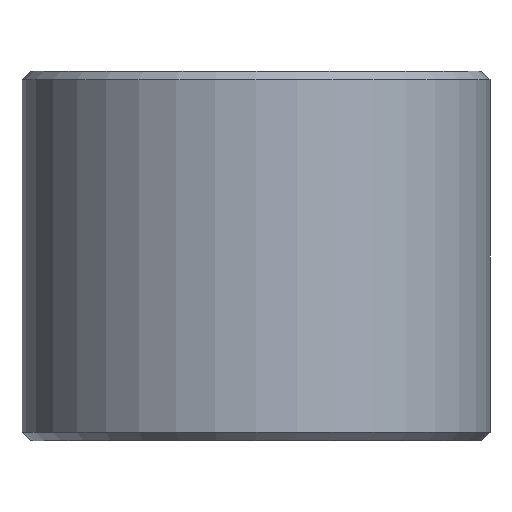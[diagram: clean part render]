
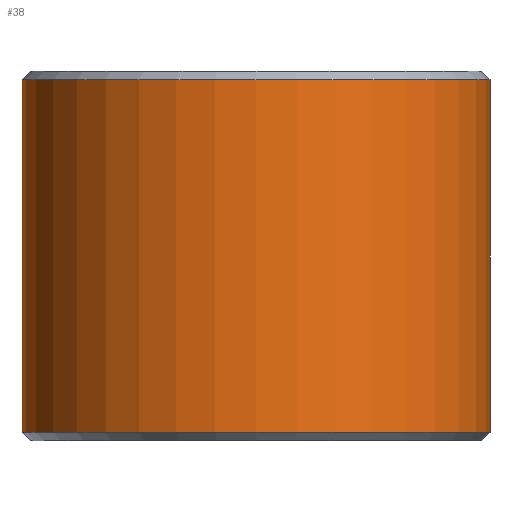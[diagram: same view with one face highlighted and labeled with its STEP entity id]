
A CAD part, front view. The second image highlights one B-rep face of the part: STEP entity #38.
In plain terms, the highlighted cylindrical face has radius 9.5 mm (diameter 19 mm), a partial arc.
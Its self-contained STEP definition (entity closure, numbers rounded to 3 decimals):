
#10 = AXIS2_PLACEMENT_3D ( 'NONE', #63, #236, #276 ) ;
#20 = EDGE_CURVE ( 'NONE', #260, #278, #263, .T. ) ;
#38 = ADVANCED_FACE ( 'NONE', ( #177 ), #59, .T. ) ;
#44 = DIRECTION ( 'NONE',  ( 0., 0., -1. ) ) ;
#45 = CARTESIAN_POINT ( 'NONE',  ( 9.5, 0., -7.15 ) ) ;
#59 = CYLINDRICAL_SURFACE ( 'NONE', #101, 9.5 ) ;
#63 = CARTESIAN_POINT ( 'NONE',  ( 0., 0., -7.15 ) ) ;
#67 = CIRCLE ( 'NONE', #312, 9.5 ) ;
#101 = AXIS2_PLACEMENT_3D ( 'NONE', #134, #351, #288 ) ;
#102 = ORIENTED_EDGE ( 'NONE', *, *, #422, .T. ) ;
#107 = ORIENTED_EDGE ( 'NONE', *, *, #228, .T. ) ;
#108 = DIRECTION ( 'NONE',  ( 0., 0., 1. ) ) ;
#134 = CARTESIAN_POINT ( 'NONE',  ( 0., 0., -7.5 ) ) ;
#165 = ORIENTED_EDGE ( 'NONE', *, *, #353, .T. ) ;
#177 = FACE_OUTER_BOUND ( 'NONE', #219, .T. ) ;
#185 = CARTESIAN_POINT ( 'NONE',  ( 0., 0., 7.15 ) ) ;
#203 = VERTEX_POINT ( 'NONE', #45 ) ;
#210 = ORIENTED_EDGE ( 'NONE', *, *, #20, .F. ) ;
#211 = DIRECTION ( 'NONE',  ( 0., 0., 1. ) ) ;
#218 = CARTESIAN_POINT ( 'NONE',  ( 9.5, 0., -7.5 ) ) ;
#219 = EDGE_LOOP ( 'NONE', ( #210, #102, #107, #165 ) ) ;
#226 = DIRECTION ( 'NONE',  ( 1., 0., 0. ) ) ;
#228 = EDGE_CURVE ( 'NONE', #203, #252, #297, .T. ) ;
#231 = CARTESIAN_POINT ( 'NONE',  ( -9.5, 0., -7.15 ) ) ;
#236 = DIRECTION ( 'NONE',  ( 0., 0., 1. ) ) ;
#252 = VERTEX_POINT ( 'NONE', #269 ) ;
#260 = VERTEX_POINT ( 'NONE', #231 ) ;
#263 = LINE ( 'NONE', #447, #435 ) ;
#269 = CARTESIAN_POINT ( 'NONE',  ( 9.5, 0., 7.15 ) ) ;
#276 = DIRECTION ( 'NONE',  ( 1., 0., 0. ) ) ;
#278 = VERTEX_POINT ( 'NONE', #303 ) ;
#286 = VECTOR ( 'NONE', #108, 1000. ) ;
#288 = DIRECTION ( 'NONE',  ( 1., 0., 0. ) ) ;
#297 = LINE ( 'NONE', #218, #286 ) ;
#303 = CARTESIAN_POINT ( 'NONE',  ( -9.5, 0., 7.15 ) ) ;
#312 = AXIS2_PLACEMENT_3D ( 'NONE', #185, #44, #226 ) ;
#351 = DIRECTION ( 'NONE',  ( 0., 0., 1. ) ) ;
#353 = EDGE_CURVE ( 'NONE', #252, #278, #67, .T. ) ;
#384 = CIRCLE ( 'NONE', #10, 9.5 ) ;
#422 = EDGE_CURVE ( 'NONE', #260, #203, #384, .T. ) ;
#435 = VECTOR ( 'NONE', #211, 1000. ) ;
#447 = CARTESIAN_POINT ( 'NONE',  ( -9.5, 0., -7.5 ) ) ;
